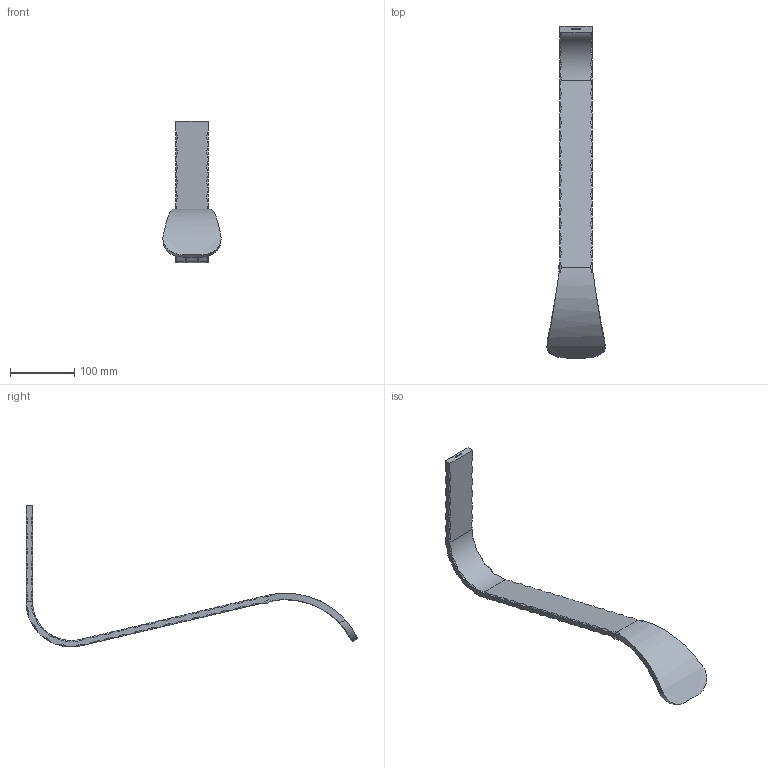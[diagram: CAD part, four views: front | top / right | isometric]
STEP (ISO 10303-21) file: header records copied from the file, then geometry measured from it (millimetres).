
FILE_DESCRIPTION (( 'STEP AP203' ), '1' );
FILE_NAME ('2170.STEP', '2018-01-18T11:51:32', ( '' ), ( '' ), 'SwSTEP 2.0', 'SolidWorks 2015', '' );
FILE_SCHEMA (( 'CONFIG_CONTROL_DESIGN' ));
Length unit declared in the file: millimetre
Products named in the file (1): 2170
Bounding box: 90.38 x 515 x 220 mm (x, y, z)
Volume: 389617.1 mm3; surface area: 95371.2 mm2
Topology: 1 solids, 1 shells, 295 faces, 1019 edges, 572 vertices
Faces by surface type: plane 114, torus 98, bspline 73, cone 6, cylinder 4
Entity records: 15615 total; most frequent: CARTESIAN_POINT 8165, ORIENTED_EDGE 1698, DIRECTION 1325, EDGE_CURVE 849, VERTEX_POINT 572, AXIS2_PLACEMENT_3D 455, VECTOR 415, LINE 415
